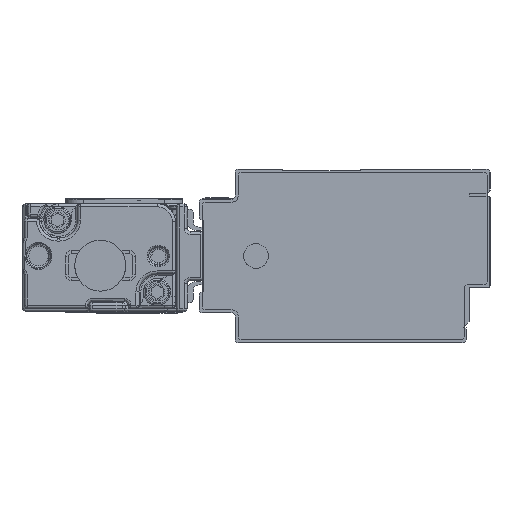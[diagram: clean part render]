
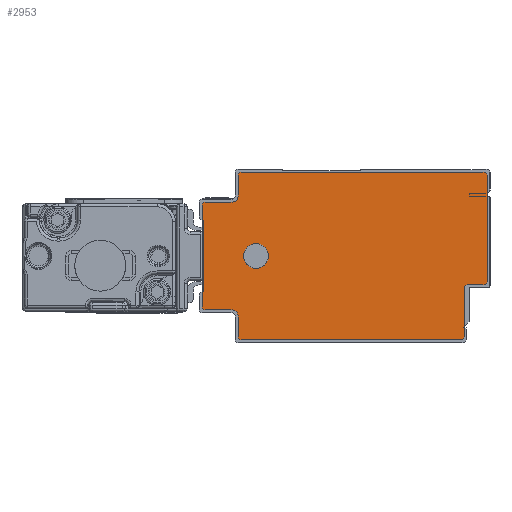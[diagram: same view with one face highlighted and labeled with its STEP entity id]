
A CAD part, left-side view. The second image highlights one B-rep face of the part: STEP entity #2953.
In plain terms, the highlighted planar face has unit normal (-1, 0, 0).
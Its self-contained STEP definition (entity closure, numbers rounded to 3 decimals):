
#1425=AXIS2_PLACEMENT_3D('Circle Axis2P3D',#1423,#1424,$) ;
#1463=AXIS2_PLACEMENT_3D('Circle Axis2P3D',#1461,#1462,$) ;
#1501=AXIS2_PLACEMENT_3D('Circle Axis2P3D',#1499,#1500,$) ;
#1539=AXIS2_PLACEMENT_3D('Circle Axis2P3D',#1537,#1538,$) ;
#2836=AXIS2_PLACEMENT_3D('Plane Axis2P3D',#2833,#2834,#2835) ;
#2840=AXIS2_PLACEMENT_3D('Circle Axis2P3D',#2838,#2839,$) ;
#2854=AXIS2_PLACEMENT_3D('Circle Axis2P3D',#2852,#2853,$) ;
#2868=AXIS2_PLACEMENT_3D('Circle Axis2P3D',#2866,#2867,$) ;
#2882=AXIS2_PLACEMENT_3D('Circle Axis2P3D',#2880,#2881,$) ;
#2896=AXIS2_PLACEMENT_3D('Circle Axis2P3D',#2894,#2895,$) ;
#2910=AXIS2_PLACEMENT_3D('Circle Axis2P3D',#2908,#2909,$) ;
#2937=AXIS2_PLACEMENT_3D('Circle Axis2P3D',#2935,#2936,$) ;
#2946=AXIS2_PLACEMENT_3D('Circle Axis2P3D',#2944,#2945,$) ;
#1381=CARTESIAN_POINT('Line Origine',(-675.5,44.,14.5)) ;
#1385=CARTESIAN_POINT('Vertex',(-675.5,44.,6.)) ;
#1387=CARTESIAN_POINT('Vertex',(-675.5,44.,23.)) ;
#1423=CARTESIAN_POINT('Axis2P3D Location',(-675.5,43.5,23.)) ;
#1427=CARTESIAN_POINT('Vertex',(-675.5,43.5,23.5)) ;
#1442=CARTESIAN_POINT('Line Origine',(-675.5,41.25,23.5)) ;
#1446=CARTESIAN_POINT('Vertex',(-675.5,39.,23.5)) ;
#1461=CARTESIAN_POINT('Axis2P3D Location',(-675.5,39.,24.5)) ;
#1465=CARTESIAN_POINT('Vertex',(-675.5,38.,24.5)) ;
#1480=CARTESIAN_POINT('Line Origine',(-675.5,38.,26.25)) ;
#1484=CARTESIAN_POINT('Vertex',(-675.5,38.,28.)) ;
#1499=CARTESIAN_POINT('Axis2P3D Location',(-675.5,37.5,28.)) ;
#1503=CARTESIAN_POINT('Vertex',(-675.5,37.5,28.5)) ;
#1518=CARTESIAN_POINT('Line Origine',(-675.5,17.25,28.5)) ;
#1522=CARTESIAN_POINT('Vertex',(-675.5,-3.,28.5)) ;
#1537=CARTESIAN_POINT('Axis2P3D Location',(-675.5,-3.,28.)) ;
#1541=CARTESIAN_POINT('Vertex',(-675.5,-3.5,28.)) ;
#1556=CARTESIAN_POINT('Line Origine',(-675.5,-3.5,19.1)) ;
#1560=CARTESIAN_POINT('Vertex',(-675.5,-3.5,10.2)) ;
#2833=CARTESIAN_POINT('Axis2P3D Location',(-675.5,0.,0.)) ;
#2838=CARTESIAN_POINT('Axis2P3D Location',(-675.5,43.5,6.)) ;
#2842=CARTESIAN_POINT('Vertex',(-675.5,43.5,5.5)) ;
#2845=CARTESIAN_POINT('Line Origine',(-675.5,41.25,5.5)) ;
#2849=CARTESIAN_POINT('Vertex',(-675.5,39.,5.5)) ;
#2852=CARTESIAN_POINT('Axis2P3D Location',(-675.5,39.,4.5)) ;
#2856=CARTESIAN_POINT('Vertex',(-675.5,38.,4.5)) ;
#2859=CARTESIAN_POINT('Line Origine',(-675.5,38.,2.75)) ;
#2863=CARTESIAN_POINT('Vertex',(-675.5,38.,1.)) ;
#2866=CARTESIAN_POINT('Axis2P3D Location',(-675.5,37.5,1.)) ;
#2870=CARTESIAN_POINT('Vertex',(-675.5,37.5,0.5)) ;
#2873=CARTESIAN_POINT('Line Origine',(-675.5,19.15,0.5)) ;
#2877=CARTESIAN_POINT('Vertex',(-675.5,0.8,0.5)) ;
#2880=CARTESIAN_POINT('Axis2P3D Location',(-675.5,0.8,1.)) ;
#2884=CARTESIAN_POINT('Vertex',(-675.5,0.3,1.)) ;
#2887=CARTESIAN_POINT('Line Origine',(-675.5,0.3,5.1)) ;
#2891=CARTESIAN_POINT('Vertex',(-675.5,0.3,9.2)) ;
#2894=CARTESIAN_POINT('Axis2P3D Location',(-675.5,-0.2,9.2)) ;
#2898=CARTESIAN_POINT('Vertex',(-675.5,-0.2,9.7)) ;
#2901=CARTESIAN_POINT('Line Origine',(-675.5,-1.6,9.7)) ;
#2905=CARTESIAN_POINT('Vertex',(-675.5,-3.,9.7)) ;
#2908=CARTESIAN_POINT('Axis2P3D Location',(-675.5,-3.,10.2)) ;
#2935=CARTESIAN_POINT('Axis2P3D Location',(-675.5,35.,14.5)) ;
#2939=CARTESIAN_POINT('Vertex',(-675.5,33.186,13.509)) ;
#2941=CARTESIAN_POINT('Vertex',(-675.5,36.814,15.491)) ;
#2944=CARTESIAN_POINT('Axis2P3D Location',(-675.5,35.,14.5)) ;
#1382=DIRECTION('Vector Direction',(0.,0.,1.)) ;
#1424=DIRECTION('Axis2P3D Direction',(1.,0.,0.)) ;
#1443=DIRECTION('Vector Direction',(0.,1.,0.)) ;
#1462=DIRECTION('Axis2P3D Direction',(1.,0.,0.)) ;
#1481=DIRECTION('Vector Direction',(0.,0.,1.)) ;
#1500=DIRECTION('Axis2P3D Direction',(1.,0.,0.)) ;
#1519=DIRECTION('Vector Direction',(0.,1.,0.)) ;
#1538=DIRECTION('Axis2P3D Direction',(1.,0.,-0.)) ;
#1557=DIRECTION('Vector Direction',(0.,0.,-1.)) ;
#2834=DIRECTION('Axis2P3D Direction',(1.,0.,0.)) ;
#2835=DIRECTION('Axis2P3D XDirection',(0.,1.,0.)) ;
#2839=DIRECTION('Axis2P3D Direction',(1.,0.,0.)) ;
#2846=DIRECTION('Vector Direction',(0.,-1.,0.)) ;
#2853=DIRECTION('Axis2P3D Direction',(1.,0.,0.)) ;
#2860=DIRECTION('Vector Direction',(0.,0.,1.)) ;
#2867=DIRECTION('Axis2P3D Direction',(1.,0.,0.)) ;
#2874=DIRECTION('Vector Direction',(0.,-1.,0.)) ;
#2881=DIRECTION('Axis2P3D Direction',(1.,0.,0.)) ;
#2888=DIRECTION('Vector Direction',(0.,0.,-1.)) ;
#2895=DIRECTION('Axis2P3D Direction',(1.,0.,0.)) ;
#2902=DIRECTION('Vector Direction',(0.,1.,0.)) ;
#2909=DIRECTION('Axis2P3D Direction',(1.,0.,0.)) ;
#2936=DIRECTION('Axis2P3D Direction',(1.,0.,0.)) ;
#2945=DIRECTION('Axis2P3D Direction',(1.,0.,0.)) ;
#1383=VECTOR('Line Direction',#1382,1.) ;
#1444=VECTOR('Line Direction',#1443,1.) ;
#1482=VECTOR('Line Direction',#1481,1.) ;
#1520=VECTOR('Line Direction',#1519,1.) ;
#1558=VECTOR('Line Direction',#1557,1.) ;
#2847=VECTOR('Line Direction',#2846,1.) ;
#2861=VECTOR('Line Direction',#2860,1.) ;
#2875=VECTOR('Line Direction',#2874,1.) ;
#2889=VECTOR('Line Direction',#2888,1.) ;
#2903=VECTOR('Line Direction',#2902,1.) ;
#2914=ORIENTED_EDGE('',*,*,#1524,.F.) ;
#2915=ORIENTED_EDGE('',*,*,#1505,.F.) ;
#2916=ORIENTED_EDGE('',*,*,#1486,.F.) ;
#2917=ORIENTED_EDGE('',*,*,#1467,.F.) ;
#2918=ORIENTED_EDGE('',*,*,#1448,.F.) ;
#2919=ORIENTED_EDGE('',*,*,#1429,.F.) ;
#2920=ORIENTED_EDGE('',*,*,#1389,.F.) ;
#2921=ORIENTED_EDGE('',*,*,#2844,.F.) ;
#2922=ORIENTED_EDGE('',*,*,#2851,.F.) ;
#2923=ORIENTED_EDGE('',*,*,#2858,.F.) ;
#2924=ORIENTED_EDGE('',*,*,#2865,.F.) ;
#2925=ORIENTED_EDGE('',*,*,#2872,.F.) ;
#2926=ORIENTED_EDGE('',*,*,#2879,.F.) ;
#2927=ORIENTED_EDGE('',*,*,#2886,.F.) ;
#2928=ORIENTED_EDGE('',*,*,#2893,.F.) ;
#2929=ORIENTED_EDGE('',*,*,#2900,.F.) ;
#2930=ORIENTED_EDGE('',*,*,#2907,.F.) ;
#2931=ORIENTED_EDGE('',*,*,#2912,.F.) ;
#2932=ORIENTED_EDGE('',*,*,#1562,.F.) ;
#2933=ORIENTED_EDGE('',*,*,#1543,.F.) ;
#2950=ORIENTED_EDGE('',*,*,#2943,.T.) ;
#2951=ORIENTED_EDGE('',*,*,#2948,.T.) ;
#2952=FACE_BOUND('',#2949,.T.) ;
#2953=ADVANCED_FACE('\X2\FF8EFF9EFF83FF9EFF68FF70\X0\.2',(#2934,#2952),#2837,.F.) ;
#1426=CIRCLE('generated circle',#1425,0.5) ;
#1464=CIRCLE('generated circle',#1463,1.) ;
#1502=CIRCLE('generated circle',#1501,0.5) ;
#1540=CIRCLE('generated circle',#1539,0.5) ;
#2841=CIRCLE('generated circle',#2840,0.5) ;
#2855=CIRCLE('generated circle',#2854,1.) ;
#2869=CIRCLE('generated circle',#2868,0.5) ;
#2883=CIRCLE('generated circle',#2882,0.5) ;
#2897=CIRCLE('generated circle',#2896,0.5) ;
#2911=CIRCLE('generated circle',#2910,0.5) ;
#2938=CIRCLE('generated circle',#2937,2.067) ;
#2947=CIRCLE('generated circle',#2946,2.067) ;
#1389=EDGE_CURVE('',#1386,#1388,#1384,.T.) ;
#1429=EDGE_CURVE('',#1388,#1428,#1426,.T.) ;
#1448=EDGE_CURVE('',#1428,#1447,#1445,.F.) ;
#1467=EDGE_CURVE('',#1447,#1466,#1464,.F.) ;
#1486=EDGE_CURVE('',#1466,#1485,#1483,.T.) ;
#1505=EDGE_CURVE('',#1485,#1504,#1502,.T.) ;
#1524=EDGE_CURVE('',#1504,#1523,#1521,.F.) ;
#1543=EDGE_CURVE('',#1523,#1542,#1540,.T.) ;
#1562=EDGE_CURVE('',#1542,#1561,#1559,.T.) ;
#2844=EDGE_CURVE('',#2843,#1386,#2841,.T.) ;
#2851=EDGE_CURVE('',#2850,#2843,#2848,.F.) ;
#2858=EDGE_CURVE('',#2857,#2850,#2855,.F.) ;
#2865=EDGE_CURVE('',#2864,#2857,#2862,.T.) ;
#2872=EDGE_CURVE('',#2871,#2864,#2869,.T.) ;
#2879=EDGE_CURVE('',#2878,#2871,#2876,.F.) ;
#2886=EDGE_CURVE('',#2885,#2878,#2883,.T.) ;
#2893=EDGE_CURVE('',#2892,#2885,#2890,.T.) ;
#2900=EDGE_CURVE('',#2899,#2892,#2897,.F.) ;
#2907=EDGE_CURVE('',#2906,#2899,#2904,.T.) ;
#2912=EDGE_CURVE('',#1561,#2906,#2911,.T.) ;
#2943=EDGE_CURVE('',#2940,#2942,#2938,.T.) ;
#2948=EDGE_CURVE('',#2942,#2940,#2947,.T.) ;
#2913=EDGE_LOOP('',(#2914,#2915,#2916,#2917,#2918,#2919,#2920,#2921,#2922,#2923,#2924,#2925,#2926,#2927,#2928,#2929,#2930,#2931,#2932,#2933)) ;
#2949=EDGE_LOOP('',(#2950,#2951)) ;
#2934=FACE_OUTER_BOUND('',#2913,.T.) ;
#1384=LINE('Line',#1381,#1383) ;
#1445=LINE('Line',#1442,#1444) ;
#1483=LINE('Line',#1480,#1482) ;
#1521=LINE('Line',#1518,#1520) ;
#1559=LINE('Line',#1556,#1558) ;
#2848=LINE('Line',#2845,#2847) ;
#2862=LINE('Line',#2859,#2861) ;
#2876=LINE('Line',#2873,#2875) ;
#2890=LINE('Line',#2887,#2889) ;
#2904=LINE('Line',#2901,#2903) ;
#2837=PLANE('Plane',#2836) ;
#1386=VERTEX_POINT('',#1385) ;
#1388=VERTEX_POINT('',#1387) ;
#1428=VERTEX_POINT('',#1427) ;
#1447=VERTEX_POINT('',#1446) ;
#1466=VERTEX_POINT('',#1465) ;
#1485=VERTEX_POINT('',#1484) ;
#1504=VERTEX_POINT('',#1503) ;
#1523=VERTEX_POINT('',#1522) ;
#1542=VERTEX_POINT('',#1541) ;
#1561=VERTEX_POINT('',#1560) ;
#2843=VERTEX_POINT('',#2842) ;
#2850=VERTEX_POINT('',#2849) ;
#2857=VERTEX_POINT('',#2856) ;
#2864=VERTEX_POINT('',#2863) ;
#2871=VERTEX_POINT('',#2870) ;
#2878=VERTEX_POINT('',#2877) ;
#2885=VERTEX_POINT('',#2884) ;
#2892=VERTEX_POINT('',#2891) ;
#2899=VERTEX_POINT('',#2898) ;
#2906=VERTEX_POINT('',#2905) ;
#2940=VERTEX_POINT('',#2939) ;
#2942=VERTEX_POINT('',#2941) ;
